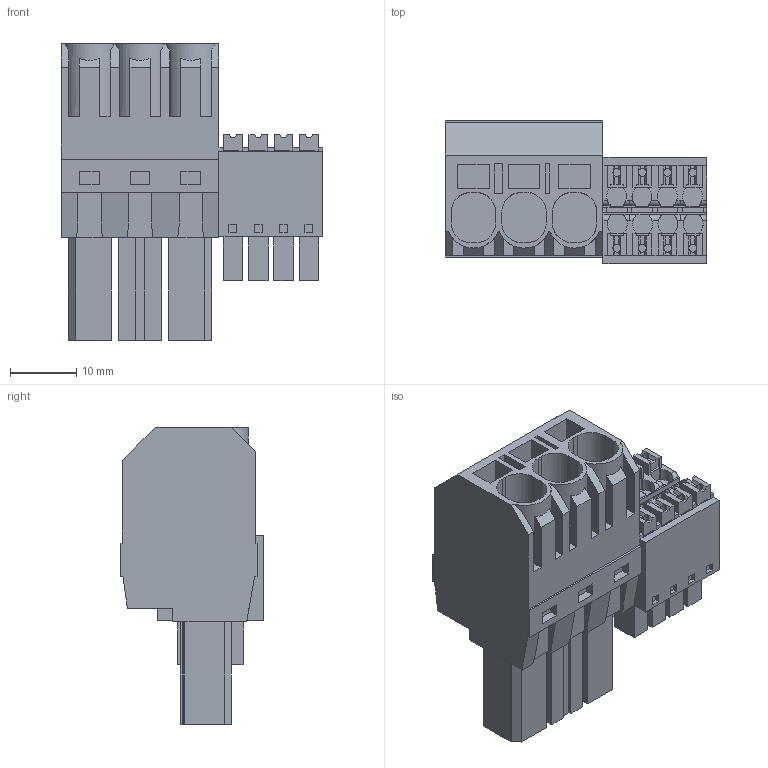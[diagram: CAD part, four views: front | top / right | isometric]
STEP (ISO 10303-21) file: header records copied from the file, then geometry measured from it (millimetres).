
FILE_DESCRIPTION(('CATIA V5 STEP Exchange','CAx-IF Rec.Pracs.--- Model Styling and Organization---1.4--- 2014-01-23'),'2;1');
FILE_NAME ('D1449452_1_1156450000_1156450000.stp','2023-09-07T12:50:02+00:00',('none'),('Weidmueller'),'CATIA Version 5-6 Release 2016 SP3 HF44','CATIA V5 STEP AP214','none');
FILE_SCHEMA(('AUTOMOTIVE_DESIGN { 1 0 10303 214 1 1 1 1 }'));
Length unit declared in the file: millimetre
Products named in the file (1): 1156450000
Bounding box: 39.41 x 21.53 x 44.7 mm (x, y, z)
Volume: 16912.4 mm3; surface area: 9173.8 mm2
Topology: 9 solids, 9 shells, 738 faces, 2033 edges, 1349 vertices
Faces by surface type: plane 653, cylinder 85
Entity records: 22022 total; most frequent: CARTESIAN_POINT 4392, ORIENTED_EDGE 4066, DIRECTION 2883, EDGE_CURVE 2033, VECTOR 1767, LINE 1767, VERTEX_POINT 1349, EDGE_LOOP 790
